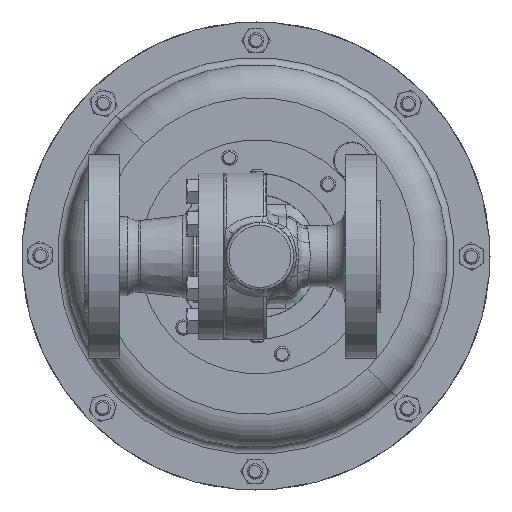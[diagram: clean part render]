
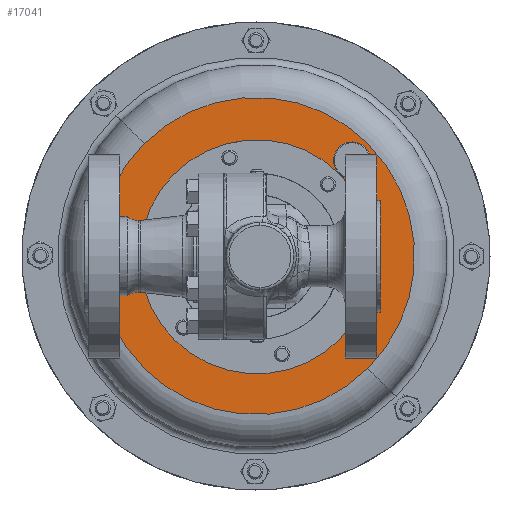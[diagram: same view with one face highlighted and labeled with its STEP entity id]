
A CAD part, front view. The second image highlights one B-rep face of the part: STEP entity #17041.
In plain terms, the highlighted planar face has unit normal (0, -1, 0).
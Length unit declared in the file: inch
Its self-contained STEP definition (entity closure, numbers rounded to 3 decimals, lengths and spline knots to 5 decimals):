
#11 = CIRCLE ( 'NONE', #5140, 0.375 ) ;
#516 = ORIENTED_EDGE ( 'NONE', *, *, #948, .F. ) ;
#730 = CIRCLE ( 'NONE', #828, 3.219 ) ;
#828 = AXIS2_PLACEMENT_3D ( 'NONE', #7321, #7246, #7084 ) ;
#854 = CARTESIAN_POINT ( 'NONE',  ( -1.35537, 10.12786, 6.58803 ) ) ;
#948 = EDGE_CURVE ( 'NONE', #11285, #2156, #9328, .T. ) ;
#1719 = CARTESIAN_POINT ( 'NONE',  ( 2.04258, 10.12786, 7.17645 ) ) ;
#2021 = DIRECTION ( 'NONE',  ( 0.705, 0., -0.709 ) ) ;
#2044 = DIRECTION ( 'NONE',  ( 0., -1., 0. ) ) ;
#2130 = CARTESIAN_POINT ( 'NONE',  ( 2.60389, 10.12786, 7.21028 ) ) ;
#2156 = VERTEX_POINT ( 'NONE', #5012 ) ;
#2247 = PLANE ( 'NONE',  #9284 ) ;
#2362 = VERTEX_POINT ( 'NONE', #1719 ) ;
#3136 = EDGE_LOOP ( 'NONE', ( #10997, #18277, #4875, #9412, #8036, #20625 ) ) ;
#4004 = VERTEX_POINT ( 'NONE', #19463 ) ;
#4405 = DIRECTION ( 'NONE',  ( -0.61, 0., 0.792 ) ) ;
#4434 = DIRECTION ( 'NONE',  ( 0., 1., 0. ) ) ;
#4471 = CARTESIAN_POINT ( 'NONE',  ( 2.27148, 10.12786, 6.87942 ) ) ;
#4786 = VERTEX_POINT ( 'NONE', #21957 ) ;
#4875 = ORIENTED_EDGE ( 'NONE', *, *, #8645, .T. ) ;
#4881 = CARTESIAN_POINT ( 'NONE',  ( 2.27148, 10.12786, 6.87942 ) ) ;
#4924 = CARTESIAN_POINT ( 'NONE',  ( 2.01113, 10.12786, 6.60953 ) ) ;
#5012 = CARTESIAN_POINT ( 'NONE',  ( -1.94845, 10.12786, 7.22086 ) ) ;
#5140 = AXIS2_PLACEMENT_3D ( 'NONE', #14012, #13891, #13840 ) ;
#6020 = EDGE_LOOP ( 'NONE', ( #6701, #516 ) ) ;
#6076 = CARTESIAN_POINT ( 'NONE',  ( 2.03253, 10.12786, 3.25868 ) ) ;
#6258 = DIRECTION ( 'NONE',  ( -0.713, 0., 0.701 ) ) ;
#6281 = DIRECTION ( 'NONE',  ( 0., 1., 0. ) ) ;
#6285 = CARTESIAN_POINT ( 'NONE',  ( 0.33858, 10.12786, 4.92335 ) ) ;
#6548 = EDGE_CURVE ( 'NONE', #4004, #2362, #10156, .T. ) ;
#6701 = ORIENTED_EDGE ( 'NONE', *, *, #12947, .F. ) ;
#6741 = DIRECTION ( 'NONE',  ( -0.61, 0., 0.792 ) ) ;
#7084 = DIRECTION ( 'NONE',  ( -0.705, 0., 0.709 ) ) ;
#7137 = DIRECTION ( 'NONE',  ( -0.713, 0., 0.701 ) ) ;
#7159 = DIRECTION ( 'NONE',  ( 0., 1., 0. ) ) ;
#7183 = CARTESIAN_POINT ( 'NONE',  ( 0.33858, 10.12786, 4.92335 ) ) ;
#7246 = DIRECTION ( 'NONE',  ( 0., 1., 0. ) ) ;
#7321 = CARTESIAN_POINT ( 'NONE',  ( 0.32243, 10.12786, 4.9394 ) ) ;
#8036 = ORIENTED_EDGE ( 'NONE', *, *, #15494, .T. ) ;
#8396 = AXIS2_PLACEMENT_3D ( 'NONE', #4881, #17082, #6741 ) ;
#8645 = EDGE_CURVE ( 'NONE', #4786, #11428, #11, .T. ) ;
#9284 = AXIS2_PLACEMENT_3D ( 'NONE', #2130, #2044, #2021 ) ;
#9328 = CIRCLE ( 'NONE', #10749, 3.219 ) ;
#9412 = ORIENTED_EDGE ( 'NONE', *, *, #16672, .T. ) ;
#10156 = CIRCLE ( 'NONE', #21709, 0.375 ) ;
#10479 = AXIS2_PLACEMENT_3D ( 'NONE', #6285, #6281, #6258 ) ;
#10749 = AXIS2_PLACEMENT_3D ( 'NONE', #22312, #22266, #22263 ) ;
#10997 = ORIENTED_EDGE ( 'NONE', *, *, #6548, .T. ) ;
#11285 = VERTEX_POINT ( 'NONE', #12135 ) ;
#11428 = VERTEX_POINT ( 'NONE', #4924 ) ;
#12135 = CARTESIAN_POINT ( 'NONE',  ( 2.59331, 10.12786, 2.65794 ) ) ;
#12846 = AXIS2_PLACEMENT_3D ( 'NONE', #7183, #7159, #7137 ) ;
#12947 = EDGE_CURVE ( 'NONE', #2156, #11285, #730, .T. ) ;
#13277 = CIRCLE ( 'NONE', #10479, 2.375 ) ;
#13840 = DIRECTION ( 'NONE',  ( -0.61, 0., 0.792 ) ) ;
#13891 = DIRECTION ( 'NONE',  ( 0., 1., 0. ) ) ;
#14012 = CARTESIAN_POINT ( 'NONE',  ( 2.27148, 10.12786, 6.87942 ) ) ;
#14089 = EDGE_CURVE ( 'NONE', #21985, #4004, #13277, .T. ) ;
#15494 = EDGE_CURVE ( 'NONE', #18042, #21985, #17045, .T. ) ;
#16672 = EDGE_CURVE ( 'NONE', #11428, #18042, #19449, .T. ) ;
#17041 = ADVANCED_FACE ( 'NONE', ( #20780, #19700 ), #2247, .T. ) ;
#17045 = CIRCLE ( 'NONE', #18858, 2.375 ) ;
#17082 = DIRECTION ( 'NONE',  ( 0., 1., 0. ) ) ;
#18042 = VERTEX_POINT ( 'NONE', #6076 ) ;
#18057 = CIRCLE ( 'NONE', #8396, 0.375 ) ;
#18277 = ORIENTED_EDGE ( 'NONE', *, *, #18726, .T. ) ;
#18726 = EDGE_CURVE ( 'NONE', #2362, #4786, #18057, .T. ) ;
#18858 = AXIS2_PLACEMENT_3D ( 'NONE', #19624, #19622, #19594 ) ;
#19449 = CIRCLE ( 'NONE', #12846, 2.375 ) ;
#19463 = CARTESIAN_POINT ( 'NONE',  ( 2.00471, 10.12786, 6.61587 ) ) ;
#19594 = DIRECTION ( 'NONE',  ( -0.713, 0., 0.701 ) ) ;
#19622 = DIRECTION ( 'NONE',  ( 0., 1., 0. ) ) ;
#19624 = CARTESIAN_POINT ( 'NONE',  ( 0.33858, 10.12786, 4.92335 ) ) ;
#19700 = FACE_BOUND ( 'NONE', #3136, .T. ) ;
#20625 = ORIENTED_EDGE ( 'NONE', *, *, #14089, .T. ) ;
#20780 = FACE_OUTER_BOUND ( 'NONE', #6020, .T. ) ;
#21709 = AXIS2_PLACEMENT_3D ( 'NONE', #4471, #4434, #4405 ) ;
#21957 = CARTESIAN_POINT ( 'NONE',  ( 2.50039, 10.12786, 6.58239 ) ) ;
#21985 = VERTEX_POINT ( 'NONE', #854 ) ;
#22263 = DIRECTION ( 'NONE',  ( -0.705, 0., 0.709 ) ) ;
#22266 = DIRECTION ( 'NONE',  ( 0., 1., 0. ) ) ;
#22312 = CARTESIAN_POINT ( 'NONE',  ( 0.32243, 10.12786, 4.9394 ) ) ;
